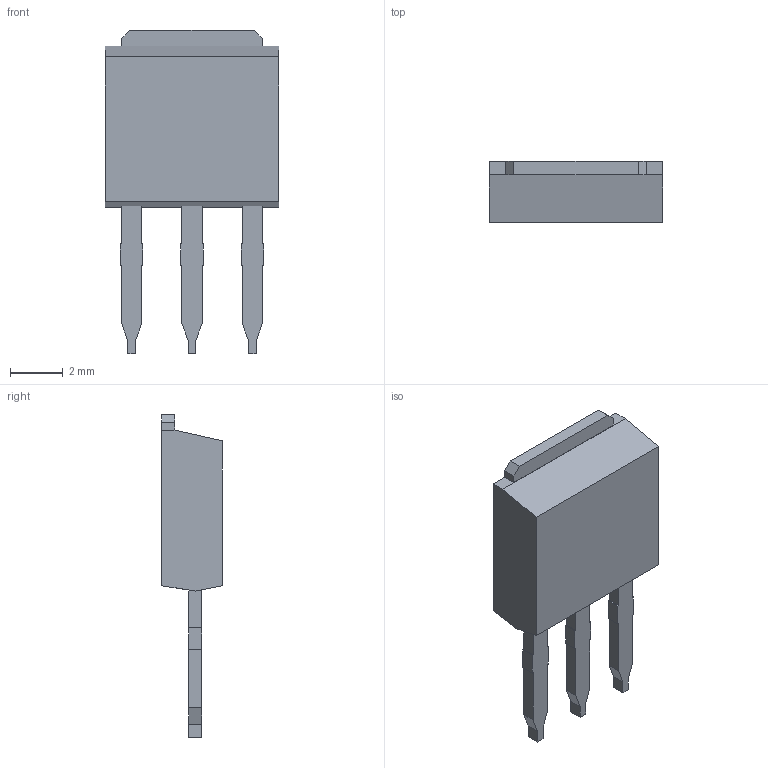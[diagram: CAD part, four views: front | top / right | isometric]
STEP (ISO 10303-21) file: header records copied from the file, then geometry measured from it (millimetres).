
FILE_DESCRIPTION(/* description */ (''),/* implementation_level */ '2;1');
FILE_NAME(/* name */ 'AOI21357.step',/* time_stamp */ '2024-02-09T10:00:45+11:00',/* author */ (''),/* organization */ (''),/* preprocessor_version */ 'ST-DEVELOPER v20',/* originating_system */ 'Autodesk Translation Framework v12.20.1.177',/* authorisation */ '');
FILE_SCHEMA (('AUTOMOTIVE_DESIGN { 1 0 10303 214 3 1 1 }'));
Length unit declared in the file: millimetre
Products named in the file (1): AOI21357
Bounding box: 6.58 x 2.31 x 12.26 mm (x, y, z)
Volume: 96.1 mm3; surface area: 179.6 mm2
Topology: 1 solids, 1 shells, 67 faces, 195 edges, 130 vertices
Faces by surface type: plane 67
Entity records: 2281 total; most frequent: CARTESIAN_POINT 393, ORIENTED_EDGE 390, DIRECTION 331, LINE 195, VECTOR 195, EDGE_CURVE 195, VERTEX_POINT 130, AXIS2_PLACEMENT_3D 68
